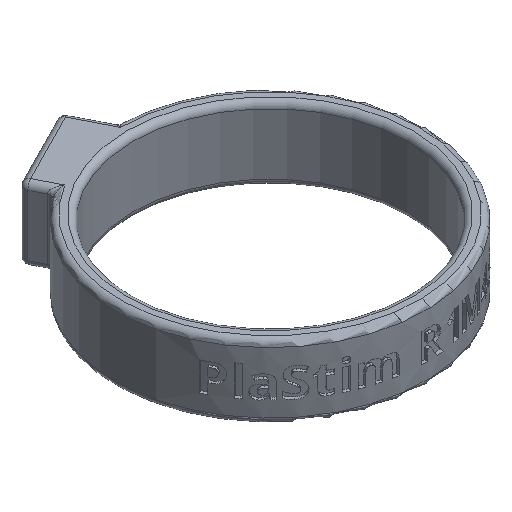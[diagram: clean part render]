
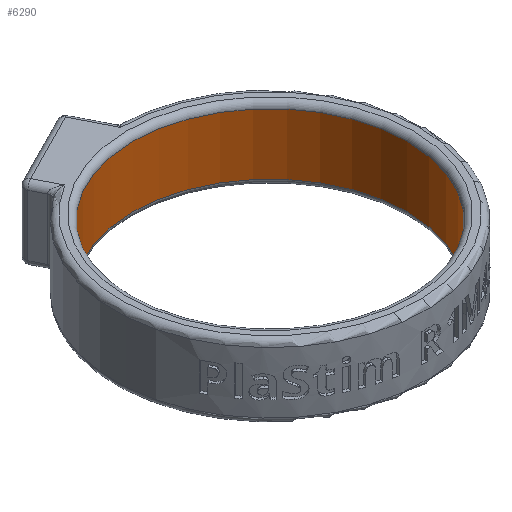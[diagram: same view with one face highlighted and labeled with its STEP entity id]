
A CAD part, isometric view. The second image highlights one B-rep face of the part: STEP entity #6290.
In plain terms, the highlighted cylindrical face has radius 22.5 mm (diameter 45 mm), a full revolution.
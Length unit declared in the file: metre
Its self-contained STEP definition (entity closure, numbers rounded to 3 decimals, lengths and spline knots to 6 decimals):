
#564=CYLINDRICAL_SURFACE('',#6697,0.0225);
#639=CIRCLE('',#6694,0.0225);
#640=CIRCLE('',#6696,0.0225);
#811=ORIENTED_EDGE('',*,*,#2788,.T.);
#812=ORIENTED_EDGE('',*,*,#2791,.F.);
#2788=EDGE_CURVE('',#3779,#3779,#639,.T.);
#2791=EDGE_CURVE('',#3781,#3781,#640,.T.);
#3779=VERTEX_POINT('',#8599);
#3781=VERTEX_POINT('',#8605);
#5294=EDGE_LOOP('',(#811));
#5295=EDGE_LOOP('',(#812));
#5713=FACE_BOUND('',#5294,.T.);
#5714=FACE_BOUND('',#5295,.T.);
#6290=ADVANCED_FACE('',(#5713,#5714),#564,.F.);
#6694=AXIS2_PLACEMENT_3D('',#8598,#7195,#7196);
#6696=AXIS2_PLACEMENT_3D('',#8604,#7201,#7202);
#6697=AXIS2_PLACEMENT_3D('',#8606,#7203,#7204);
#7195=DIRECTION('',(0.,0.,1.));
#7196=DIRECTION('',(1.,0.,0.));
#7201=DIRECTION('',(0.,0.,1.));
#7202=DIRECTION('',(1.,0.,0.));
#7203=DIRECTION('',(0.,0.,-1.));
#7204=DIRECTION('',(-1.,0.,0.));
#8598=CARTESIAN_POINT('',(0.,0.,0.005));
#8599=CARTESIAN_POINT('',(0.0225,0.,0.005));
#8604=CARTESIAN_POINT('',(0.,0.,-0.005));
#8605=CARTESIAN_POINT('',(0.0225,0.,-0.005));
#8606=CARTESIAN_POINT('',(0.,0.,0.005));
